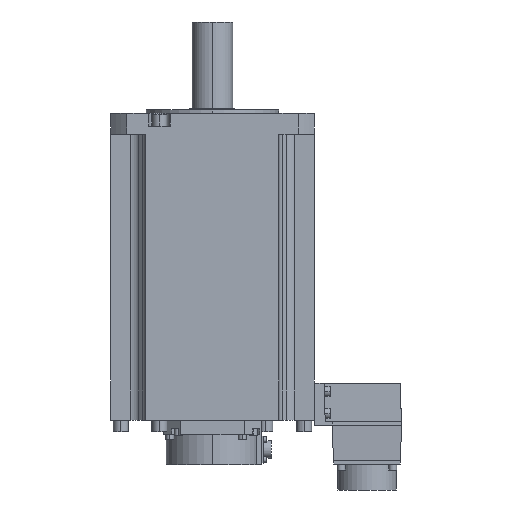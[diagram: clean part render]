
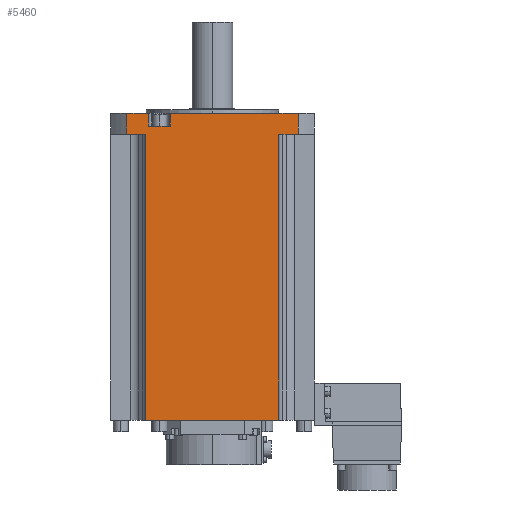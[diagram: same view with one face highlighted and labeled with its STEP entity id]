
A CAD part, left-side view. The second image highlights one B-rep face of the part: STEP entity #5460.
In plain terms, the highlighted planar face has unit normal (-1, 0, 0).
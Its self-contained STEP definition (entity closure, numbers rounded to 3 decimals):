
#274=DIRECTION('',(0.,1.,0.));
#275=VECTOR('',#274,110.434);
#276=CARTESIAN_POINT('',(-88.,-74.034,0.));
#277=LINE('',#276,#275);
#292=DIRECTION('',(0.,1.,0.));
#293=VECTOR('',#292,18.834);
#294=CARTESIAN_POINT('',(-88.,55.2,0.));
#295=LINE('',#294,#293);
#584=DIRECTION('',(0.,0.,-1.));
#585=VECTOR('',#584,247.);
#586=CARTESIAN_POINT('',(-88.,57.5,-18.));
#587=LINE('',#586,#585);
#600=DIRECTION('',(0.,0.,-1.));
#601=VECTOR('',#600,11.);
#602=CARTESIAN_POINT('',(-88.,55.2,0.));
#603=LINE('',#602,#601);
#604=DIRECTION('',(0.,-1.,0.));
#605=VECTOR('',#604,18.8);
#606=CARTESIAN_POINT('',(-88.,55.2,-11.));
#607=LINE('',#606,#605);
#616=DIRECTION('',(0.,0.,1.));
#617=VECTOR('',#616,247.);
#618=CARTESIAN_POINT('',(-88.,-57.5,-265.));
#619=LINE('',#618,#617);
#733=DIRECTION('',(0.,-1.,0.));
#734=VECTOR('',#733,115.);
#735=CARTESIAN_POINT('',(-88.,57.5,-265.));
#736=LINE('',#735,#734);
#1715=DIRECTION('',(0.,-1.,0.));
#1716=VECTOR('',#1715,16.534);
#1717=CARTESIAN_POINT('',(-88.,-57.5,-18.));
#1718=LINE('',#1717,#1716);
#1744=DIRECTION('',(0.,0.,1.));
#1745=VECTOR('',#1744,18.);
#1746=CARTESIAN_POINT('',(-88.,-74.034,-18.));
#1747=LINE('',#1746,#1745);
#1770=DIRECTION('',(0.,-1.,0.));
#1771=VECTOR('',#1770,16.534);
#1772=CARTESIAN_POINT('',(-88.,74.034,-18.));
#1773=LINE('',#1772,#1771);
#1798=DIRECTION('',(0.,0.,-1.));
#1799=VECTOR('',#1798,18.);
#1800=CARTESIAN_POINT('',(-88.,74.034,0.));
#1801=LINE('',#1800,#1799);
#1854=DIRECTION('',(0.,0.,-1.));
#1855=VECTOR('',#1854,11.);
#1856=CARTESIAN_POINT('',(-88.,36.4,0.));
#1857=LINE('',#1856,#1855);
#3657=CARTESIAN_POINT('',(-88.,55.2,-11.));
#3658=VERTEX_POINT('',#3657);
#3659=CARTESIAN_POINT('',(-88.,55.2,0.));
#3660=VERTEX_POINT('',#3659);
#3661=CARTESIAN_POINT('',(-88.,36.4,-11.));
#3662=VERTEX_POINT('',#3661);
#3681=CARTESIAN_POINT('',(-88.,-57.5,-265.));
#3682=VERTEX_POINT('',#3681);
#3683=CARTESIAN_POINT('',(-88.,-57.5,-18.));
#3684=VERTEX_POINT('',#3683);
#3685=CARTESIAN_POINT('',(-88.,-74.034,-18.));
#3686=VERTEX_POINT('',#3685);
#3695=CARTESIAN_POINT('',(-88.,-74.034,0.));
#3696=VERTEX_POINT('',#3695);
#3699=CARTESIAN_POINT('',(-88.,36.4,0.));
#3700=VERTEX_POINT('',#3699);
#3707=CARTESIAN_POINT('',(-88.,74.034,0.));
#3708=VERTEX_POINT('',#3707);
#3901=CARTESIAN_POINT('',(-88.,74.034,-18.));
#3902=VERTEX_POINT('',#3901);
#3909=CARTESIAN_POINT('',(-88.,57.5,-18.));
#3910=VERTEX_POINT('',#3909);
#3933=CARTESIAN_POINT('',(-88.,57.5,-265.));
#3934=VERTEX_POINT('',#3933);
#5432=CARTESIAN_POINT('',(-88.,0.,-132.5));
#5433=DIRECTION('',(1.,0.,0.));
#5434=DIRECTION('',(0.,0.,1.));
#5435=AXIS2_PLACEMENT_3D('',#5432,#5433,#5434);
#5436=PLANE('',#5435);
#5438=ORIENTED_EDGE('',*,*,#5437,.F.);
#5440=ORIENTED_EDGE('',*,*,#5439,.F.);
#5441=ORIENTED_EDGE('',*,*,#5421,.F.);
#5443=ORIENTED_EDGE('',*,*,#5442,.F.);
#5445=ORIENTED_EDGE('',*,*,#5444,.F.);
#5446=ORIENTED_EDGE('',*,*,#4947,.F.);
#5448=ORIENTED_EDGE('',*,*,#5447,.T.);
#5450=ORIENTED_EDGE('',*,*,#5449,.T.);
#5452=ORIENTED_EDGE('',*,*,#5451,.F.);
#5453=ORIENTED_EDGE('',*,*,#4937,.F.);
#5455=ORIENTED_EDGE('',*,*,#5454,.F.);
#5457=ORIENTED_EDGE('',*,*,#5456,.F.);
#5458=EDGE_LOOP('',(#5438,#5440,#5441,#5443,#5445,#5446,#5448,#5450,#5452,#5453,
#5455,#5457));
#5459=FACE_OUTER_BOUND('',#5458,.F.);
#5460=ADVANCED_FACE('',(#5459),#5436,.F.);
#4937=EDGE_CURVE('',#3696,#3700,#277,.T.);
#4947=EDGE_CURVE('',#3660,#3708,#295,.T.);
#5421=EDGE_CURVE('',#3910,#3934,#587,.T.);
#5437=EDGE_CURVE('',#3682,#3684,#619,.T.);
#5439=EDGE_CURVE('',#3934,#3682,#736,.T.);
#5442=EDGE_CURVE('',#3902,#3910,#1773,.T.);
#5444=EDGE_CURVE('',#3708,#3902,#1801,.T.);
#5447=EDGE_CURVE('',#3660,#3658,#603,.T.);
#5449=EDGE_CURVE('',#3658,#3662,#607,.T.);
#5451=EDGE_CURVE('',#3700,#3662,#1857,.T.);
#5454=EDGE_CURVE('',#3686,#3696,#1747,.T.);
#5456=EDGE_CURVE('',#3684,#3686,#1718,.T.);
